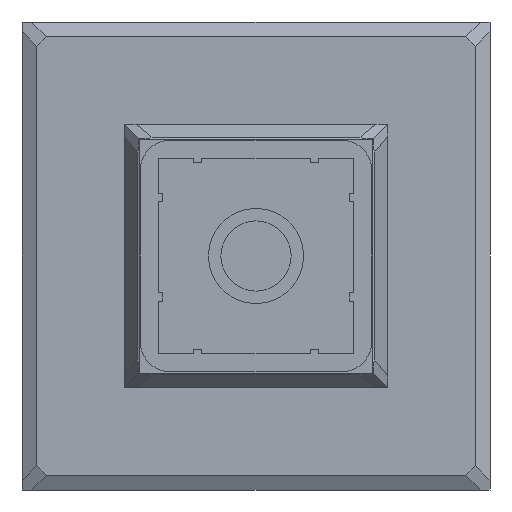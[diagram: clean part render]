
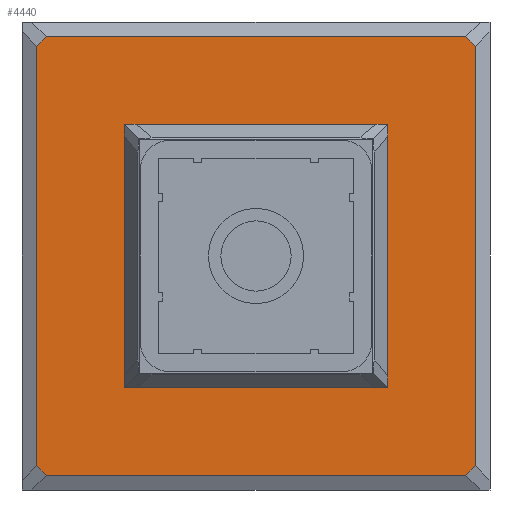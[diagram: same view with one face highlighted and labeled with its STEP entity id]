
A CAD part, front view. The second image highlights one B-rep face of the part: STEP entity #4440.
In plain terms, the highlighted planar face has unit normal (0, -1, 0).
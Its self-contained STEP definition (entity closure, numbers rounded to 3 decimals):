
#156=FACE_BOUND('',#707,.T.);
#450=FACE_OUTER_BOUND('',#706,.T.);
#706=EDGE_LOOP('',(#3920,#3921,#3922,#3923,#3924,#3925,#3926,#3927));
#707=EDGE_LOOP('',(#3928,#3929,#3930,#3931));
#1182=LINE('',#7614,#1661);
#1185=LINE('',#7619,#1664);
#1187=LINE('',#7623,#1666);
#1189=LINE('',#7627,#1668);
#1191=LINE('',#7631,#1670);
#1193=LINE('',#7635,#1672);
#1195=LINE('',#7639,#1674);
#1197=LINE('',#7642,#1676);
#1198=LINE('',#7646,#1677);
#1199=LINE('',#7648,#1678);
#1200=LINE('',#7650,#1679);
#1201=LINE('',#7651,#1680);
#1661=VECTOR('',#5771,10.);
#1664=VECTOR('',#5776,10.);
#1666=VECTOR('',#5780,10.);
#1668=VECTOR('',#5784,10.);
#1670=VECTOR('',#5788,10.);
#1672=VECTOR('',#5792,10.);
#1674=VECTOR('',#5796,10.);
#1676=VECTOR('',#5800,10.);
#1677=VECTOR('',#5803,10.);
#1678=VECTOR('',#5804,10.);
#1679=VECTOR('',#5805,10.);
#1680=VECTOR('',#5806,10.);
#2105=VERTEX_POINT('',#7612);
#2106=VERTEX_POINT('',#7613);
#2107=VERTEX_POINT('',#7618);
#2108=VERTEX_POINT('',#7622);
#2109=VERTEX_POINT('',#7626);
#2110=VERTEX_POINT('',#7630);
#2111=VERTEX_POINT('',#7634);
#2112=VERTEX_POINT('',#7638);
#2113=VERTEX_POINT('',#7644);
#2114=VERTEX_POINT('',#7645);
#2115=VERTEX_POINT('',#7647);
#2116=VERTEX_POINT('',#7649);
#2716=EDGE_CURVE('',#2105,#2106,#1182,.T.);
#2719=EDGE_CURVE('',#2107,#2105,#1185,.T.);
#2721=EDGE_CURVE('',#2106,#2108,#1187,.T.);
#2723=EDGE_CURVE('',#2109,#2107,#1189,.T.);
#2725=EDGE_CURVE('',#2108,#2110,#1191,.T.);
#2727=EDGE_CURVE('',#2111,#2109,#1193,.T.);
#2729=EDGE_CURVE('',#2110,#2112,#1195,.T.);
#2731=EDGE_CURVE('',#2112,#2111,#1197,.T.);
#2732=EDGE_CURVE('',#2113,#2114,#1198,.T.);
#2733=EDGE_CURVE('',#2115,#2113,#1199,.T.);
#2734=EDGE_CURVE('',#2116,#2115,#1200,.T.);
#2735=EDGE_CURVE('',#2114,#2116,#1201,.T.);
#3920=ORIENTED_EDGE('',*,*,#2716,.F.);
#3921=ORIENTED_EDGE('',*,*,#2719,.F.);
#3922=ORIENTED_EDGE('',*,*,#2723,.F.);
#3923=ORIENTED_EDGE('',*,*,#2727,.F.);
#3924=ORIENTED_EDGE('',*,*,#2731,.F.);
#3925=ORIENTED_EDGE('',*,*,#2729,.F.);
#3926=ORIENTED_EDGE('',*,*,#2725,.F.);
#3927=ORIENTED_EDGE('',*,*,#2721,.F.);
#3928=ORIENTED_EDGE('',*,*,#2732,.F.);
#3929=ORIENTED_EDGE('',*,*,#2733,.F.);
#3930=ORIENTED_EDGE('',*,*,#2734,.F.);
#3931=ORIENTED_EDGE('',*,*,#2735,.F.);
#4201=PLANE('',#4766);
#4440=ADVANCED_FACE('',(#450,#156),#4201,.F.);
#4766=AXIS2_PLACEMENT_3D('',#7643,#5801,#5802);
#5771=DIRECTION('',(-0.707,0.,-0.707));
#5776=DIRECTION('',(0.,0.,-1.));
#5780=DIRECTION('',(-1.,0.,0.));
#5784=DIRECTION('',(0.707,0.,-0.707));
#5788=DIRECTION('',(-0.707,0.,0.707));
#5792=DIRECTION('',(1.,0.,0.));
#5796=DIRECTION('',(0.,0.,1.));
#5800=DIRECTION('',(0.707,0.,0.707));
#5801=DIRECTION('center_axis',(0.,1.,0.));
#5802=DIRECTION('ref_axis',(0.,0.,1.));
#5803=DIRECTION('',(0.,0.,-1.));
#5804=DIRECTION('',(-1.,0.,0.));
#5805=DIRECTION('',(0.,0.,1.));
#5806=DIRECTION('',(1.,0.,0.));
#7612=CARTESIAN_POINT('',(-34.358,10.284,-92.351));
#7613=CARTESIAN_POINT('',(-35.02,10.284,-93.013));
#7614=CARTESIAN_POINT('',(-34.689,10.284,-92.682));
#7618=CARTESIAN_POINT('',(-34.358,10.284,-63.675));
#7619=CARTESIAN_POINT('',(-34.358,10.284,-73.513));
#7622=CARTESIAN_POINT('',(-63.696,10.284,-93.013));
#7623=CARTESIAN_POINT('',(-44.858,10.284,-93.013));
#7626=CARTESIAN_POINT('',(-35.02,10.284,-63.013));
#7627=CARTESIAN_POINT('',(-34.689,10.284,-63.344));
#7630=CARTESIAN_POINT('',(-64.358,10.284,-92.351));
#7631=CARTESIAN_POINT('',(-64.027,10.284,-92.682));
#7634=CARTESIAN_POINT('',(-63.696,10.284,-63.013));
#7635=CARTESIAN_POINT('',(-53.858,10.284,-63.013));
#7638=CARTESIAN_POINT('',(-64.358,10.284,-63.675));
#7639=CARTESIAN_POINT('',(-64.358,10.284,-82.513));
#7642=CARTESIAN_POINT('',(-64.027,10.284,-63.344));
#7643=CARTESIAN_POINT('Origin',(-49.358,10.284,-78.013));
#7644=CARTESIAN_POINT('',(-58.358,10.284,-69.013));
#7645=CARTESIAN_POINT('',(-58.358,10.284,-87.013));
#7646=CARTESIAN_POINT('',(-58.358,10.284,-69.013));
#7647=CARTESIAN_POINT('',(-40.358,10.284,-69.013));
#7648=CARTESIAN_POINT('',(-40.358,10.284,-69.013));
#7649=CARTESIAN_POINT('',(-40.358,10.284,-87.013));
#7650=CARTESIAN_POINT('',(-40.358,10.284,-87.013));
#7651=CARTESIAN_POINT('',(-58.358,10.284,-87.013));
